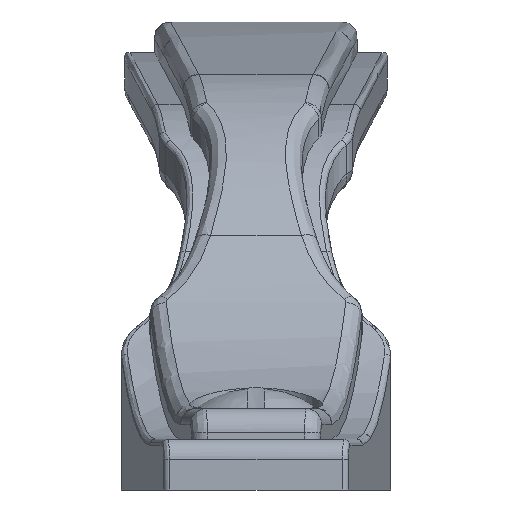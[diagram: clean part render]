
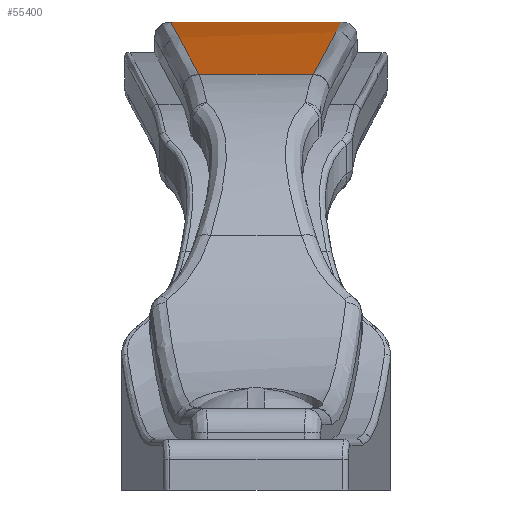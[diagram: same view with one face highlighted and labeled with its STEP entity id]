
A CAD part, left-side view. The second image highlights one B-rep face of the part: STEP entity #55400.
In plain terms, the highlighted cylindrical face has radius 220 mm (diameter 440 mm), a partial arc.
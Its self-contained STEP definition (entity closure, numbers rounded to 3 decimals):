
#34100=CARTESIAN_POINT('',(33.706,-2.805,
20.403));
#34110=VERTEX_POINT('',#34100);
#34140=CARTESIAN_POINT('',(33.706,8.1,20.403));
#34150=DIRECTION('',(0.,-1.,0.));
#34160=VECTOR('',#34150,1.);
#34170=LINE('',#34140,#34160);
#34180=CARTESIAN_POINT('',(33.706,2.805,
20.403));
#34190=VERTEX_POINT('',#34180);
#34200=EDGE_CURVE('',#34190,#34110,#34170,.T.);
#45700=CARTESIAN_POINT('',(-33.706,8.1,20.403))
;
#45710=DIRECTION('',(0.,-1.,0.));
#45720=VECTOR('',#45710,1.);
#45730=LINE('',#45700,#45720);
#45740=CARTESIAN_POINT('',(-33.706,2.805,
20.403));
#45750=VERTEX_POINT('',#45740);
#45760=CARTESIAN_POINT('',(-33.706,-2.805,
20.403));
#45770=VERTEX_POINT('',#45760);
#45780=EDGE_CURVE('',#45750,#45770,#45730,.T.);
#54570=CARTESIAN_POINT('',(0.,8.1,-197.));
#54580=DIRECTION('',(0.,-1.,0.));
#54590=DIRECTION('',(1.,0.,0.));
#54600=AXIS2_PLACEMENT_3D('',#54570,#54580,#54590);
#54610=CYLINDRICAL_SURFACE('',#54600,220.);
#54620=ORIENTED_EDGE('',*,*,#34200,.F.);
#54630=CARTESIAN_POINT('',(-33.706,-2.805,
20.403));
#54640=CARTESIAN_POINT('',(-33.669,-2.808,
20.408));
#54650=CARTESIAN_POINT('',(-33.632,-2.811,
20.414));
#54660=CARTESIAN_POINT('',(-32.323,-2.919,
20.616));
#54670=CARTESIAN_POINT('',(-31.05,-3.019,
20.802));
#54680=CARTESIAN_POINT('',(-28.133,-3.232,
21.2));
#54690=CARTESIAN_POINT('',(-26.489,-3.342,
21.406));
#54700=CARTESIAN_POINT('',(-23.195,-3.543,
21.78));
#54710=CARTESIAN_POINT('',(-21.545,-3.634,
21.949));
#54720=CARTESIAN_POINT('',(-18.241,-3.795,
22.249));
#54730=CARTESIAN_POINT('',(-16.587,-3.866,
22.38));
#54740=CARTESIAN_POINT('',(-13.275,-3.987,
22.605));
#54750=CARTESIAN_POINT('',(-11.618,-4.038,
22.699));
#54760=CARTESIAN_POINT('',(-8.301,-4.119,
22.85));
#54770=CARTESIAN_POINT('',(-6.642,-4.149,
22.906));
#54780=CARTESIAN_POINT('',(-3.321,-4.19,
22.981));
#54790=CARTESIAN_POINT('',(-1.661,-4.2,23.));
#54800=CARTESIAN_POINT('',(1.661,-4.2,23.));
#54810=CARTESIAN_POINT('',(3.321,-4.19,
22.981));
#54820=CARTESIAN_POINT('',(6.642,-4.149,
22.906));
#54830=CARTESIAN_POINT('',(8.301,-4.119,
22.85));
#54840=CARTESIAN_POINT('',(11.618,-4.038,
22.699));
#54850=CARTESIAN_POINT('',(13.275,-3.987,
22.605));
#54860=CARTESIAN_POINT('',(16.587,-3.866,
22.38));
#54870=CARTESIAN_POINT('',(18.241,-3.795,
22.249));
#54880=CARTESIAN_POINT('',(21.545,-3.634,
21.949));
#54890=CARTESIAN_POINT('',(23.195,-3.543,
21.78));
#54900=CARTESIAN_POINT('',(26.489,-3.342,
21.406));
#54910=CARTESIAN_POINT('',(28.133,-3.232,
21.2));
#54920=CARTESIAN_POINT('',(31.05,-3.019,
20.802));
#54930=CARTESIAN_POINT('',(32.323,-2.919,
20.616));
#54940=CARTESIAN_POINT('',(33.632,-2.811,
20.414));
#54950=CARTESIAN_POINT('',(33.669,-2.808,
20.408));
#54960=CARTESIAN_POINT('',(33.706,-2.805,
20.403));
#54970=B_SPLINE_CURVE_WITH_KNOTS('',3,(#54630,#54640,#54650,#54660,
#54670,#54680,#54690,#54700,#54710,#54720,#54730,#54740,#54750,#54760,
#54770,#54780,#54790,#54800,#54810,#54820,#54830,#54840,#54850,#54860,
#54870,#54880,#54890,#54900,#54910,#54920,#54930,#54940,#54950,#54960),
.UNSPECIFIED.,.F.,.F.,(4,2,2,2,2,2,2,2,2,2,2,2,2,2,2,2,4),(0.,
0.112,3.982,8.96,13.937,
18.915,23.893,28.871,33.849,
38.827,43.804,48.782,53.76,
58.738,63.716,67.585,67.697),
.UNSPECIFIED.);
#54980=EDGE_CURVE('',#45770,#34110,#54970,.T.);
#54990=ORIENTED_EDGE('',*,*,#54980,.T.);
#55000=ORIENTED_EDGE('',*,*,#45780,.T.);
#55010=CARTESIAN_POINT('',(33.706,2.805,
20.403));
#55020=CARTESIAN_POINT('',(33.669,2.808,
20.408));
#55030=CARTESIAN_POINT('',(33.632,2.811,
20.414));
#55040=CARTESIAN_POINT('',(32.306,2.921,
20.619));
#55050=CARTESIAN_POINT('',(31.015,3.021,
20.807));
#55060=CARTESIAN_POINT('',(28.084,3.236,
21.206));
#55070=CARTESIAN_POINT('',(26.443,3.345,
21.411));
#55080=CARTESIAN_POINT('',(23.154,3.546,
21.784));
#55090=CARTESIAN_POINT('',(21.507,3.636,
21.952));
#55100=CARTESIAN_POINT('',(18.209,3.797,
22.251));
#55110=CARTESIAN_POINT('',(16.558,3.867,
22.382));
#55120=CARTESIAN_POINT('',(13.252,3.988,
22.607));
#55130=CARTESIAN_POINT('',(11.598,4.038,
22.7));
#55140=CARTESIAN_POINT('',(8.287,4.119,
22.85));
#55150=CARTESIAN_POINT('',(6.63,4.149,
22.906));
#55160=CARTESIAN_POINT('',(3.316,4.19,
22.981));
#55170=CARTESIAN_POINT('',(1.658,4.2,23.));
#55180=CARTESIAN_POINT('',(-1.658,4.2,23.));
#55190=CARTESIAN_POINT('',(-3.316,4.19,
22.981));
#55200=CARTESIAN_POINT('',(-6.63,4.149,
22.906));
#55210=CARTESIAN_POINT('',(-8.287,4.119,
22.85));
#55220=CARTESIAN_POINT('',(-11.598,4.038,
22.7));
#55230=CARTESIAN_POINT('',(-13.252,3.988,
22.607));
#55240=CARTESIAN_POINT('',(-16.558,3.867,
22.382));
#55250=CARTESIAN_POINT('',(-18.209,3.797,
22.251));
#55260=CARTESIAN_POINT('',(-21.507,3.636,
21.952));
#55270=CARTESIAN_POINT('',(-23.154,3.546,
21.784));
#55280=CARTESIAN_POINT('',(-26.443,3.345,
21.411));
#55290=CARTESIAN_POINT('',(-28.084,3.236,
21.206));
#55300=CARTESIAN_POINT('',(-31.015,3.021,
20.807));
#55310=CARTESIAN_POINT('',(-32.306,2.921,
20.619));
#55320=CARTESIAN_POINT('',(-33.632,2.811,
20.414));
#55330=CARTESIAN_POINT('',(-33.669,2.808,
20.408));
#55340=CARTESIAN_POINT('',(-33.706,2.805,
20.403));
#55350=B_SPLINE_CURVE_WITH_KNOTS('',3,(#55010,#55020,#55030,#55040,
#55050,#55060,#55070,#55080,#55090,#55100,#55110,#55120,#55130,#55140,
#55150,#55160,#55170,#55180,#55190,#55200,#55210,#55220,#55230,#55240,
#55250,#55260,#55270,#55280,#55290,#55300,#55310,#55320,#55330,#55340),
.UNSPECIFIED.,.F.,.F.,(4,2,2,2,2,2,2,2,2,2,2,2,2,2,2,2,4),(0.,
0.112,4.034,9.003,13.972,
18.941,23.91,28.88,33.849,
38.818,43.787,48.756,53.725,
58.695,63.664,67.585,67.697),
.UNSPECIFIED.);
#55360=EDGE_CURVE('',#34190,#45750,#55350,.T.);
#55370=ORIENTED_EDGE('',*,*,#55360,.T.);
#55380=EDGE_LOOP('',(#55370,#55000,#54990,#54620));
#55390=FACE_OUTER_BOUND('',#55380,.T.);
#55400=ADVANCED_FACE('',(#55390),#54610,.T.);
